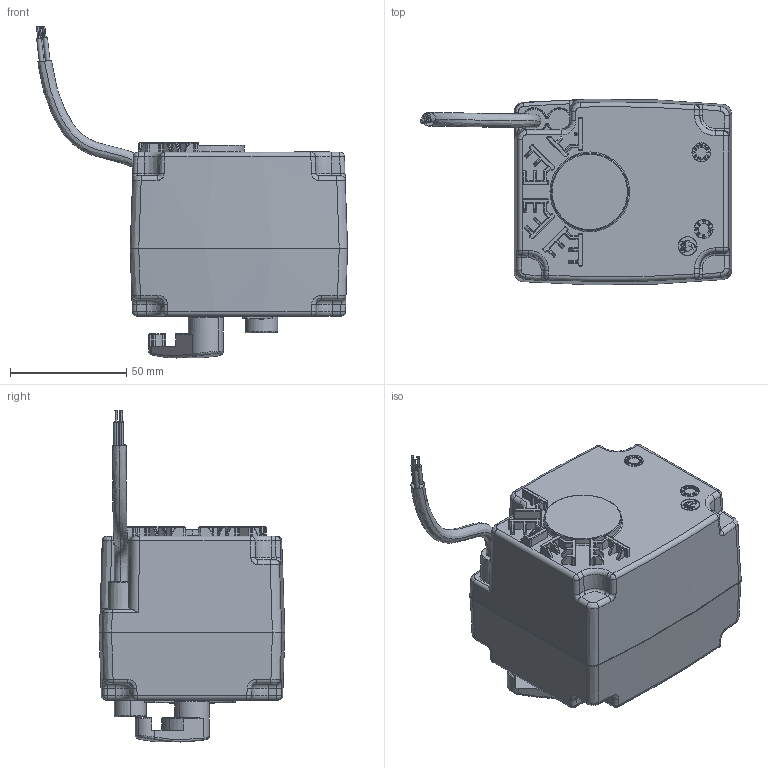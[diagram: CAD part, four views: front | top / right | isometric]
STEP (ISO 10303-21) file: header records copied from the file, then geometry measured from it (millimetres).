
FILE_DESCRIPTION(('CATIA V5 STEP Exchange','CAx-IF Rec.Pracs.--- Model Styling and Organization---1.5--- 2016-08-15','CAx-IF Rec.Pracs.---Supplemental Geometry---1.0---2011-11-01','CAx-IF Rec.Pracs.--- Composite Materials ---3.4---2017-06-13','CAx-IF Rec.Pracs.---Tessellated 3D Geometry---1.0---2015-12-17'),'2;1');
FILE_NAME('STEP_637042_-_TST.stp','2024-07-19T20:06:02+00:00',('none'),('none'),'CATIA Version 5-6 Release 2020 SP5','CATIA V5 STEP AP242 v2','none');
FILE_SCHEMA(('AP242_MANAGED_MODEL_BASED_3D_ENGINEERING_MIM_LF {1 0 10303 442 1 1 4}'));
Products named in the file (1): 637042 - TST
Bounding box: 133.83 x 79.84 x 142.78 mm (x, y, z)
Volume: 499063.8 mm3; surface area: 42476.8 mm2
Topology: 1 solids, 4 shells, 1924 faces, 5085 edges, 3242 vertices
Faces by surface type: plane 1297, cylinder 351, bspline 134, torus 62, sphere 58, cone 22
Entity records: 66534 total; most frequent: CARTESIAN_POINT 21271, ORIENTED_EDGE 10156, DIRECTION 7961, EDGE_CURVE 5082, VECTOR 3923, LINE 3923, VERTEX_POINT 3242, AXIS2_PLACEMENT_3D 2252
